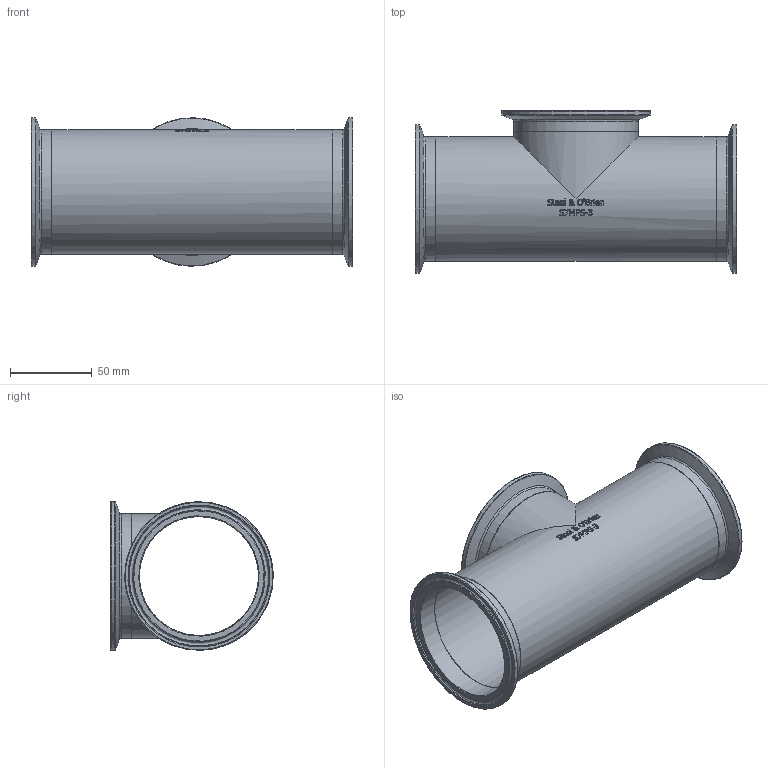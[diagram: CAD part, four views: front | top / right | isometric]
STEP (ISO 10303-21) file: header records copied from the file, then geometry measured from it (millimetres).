
FILE_DESCRIPTION(/* description */ (''),/* implementation_level */ '2;1');
FILE_NAME(/* name */ 'S7MPS-3.stp',/* time_stamp */ '2018-11-28T13:22:50-05:00',/* author */ ('ken'),/* organization */ (''),/* preprocessor_version */ 'ST-DEVELOPER v15.2',/* originating_system */ 'Autodesk Inventor 2014',/* authorisation */ '');
FILE_SCHEMA (('AUTOMOTIVE_DESIGN { 1 0 10303 214 3 1 1 }'));
Length unit declared in the file: inch
Products named in the file (1): S7MPS-3
Bounding box: 196.85 x 99.43 x 90.9 mm (x, y, z)
Volume: 99934.9 mm3; surface area: 107943.7 mm2
Topology: 1 solids, 1 shells, 397 faces, 1035 edges, 678 vertices
Faces by surface type: bspline 178, plane 140, cylinder 43, torus 27, cone 9
Full cylindrical faces by diameter (mm): 72.898 x5, 76.2 x5, 90.907 x3
Entity records: 15144 total; most frequent: CARTESIAN_POINT 6530, ORIENTED_EDGE 1964, DIRECTION 1262, EDGE_CURVE 982, VERTEX_POINT 676, EDGE_LOOP 490, LINE 430, VECTOR 430
